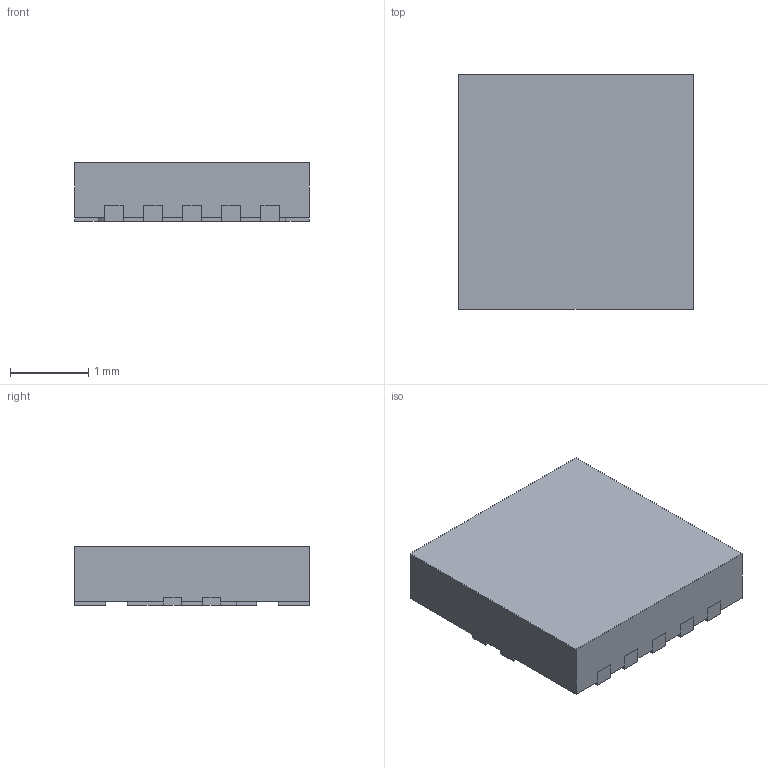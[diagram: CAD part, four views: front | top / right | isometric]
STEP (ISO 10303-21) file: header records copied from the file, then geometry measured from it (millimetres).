
FILE_DESCRIPTION (( 'STEP AP203' ), '1' );
FILE_NAME ('WSON10B_Assy_new_ver2.STEP', '2020-04-15T06:08:25', ( '' ), ( '' ), 'SwSTEP 2.0', 'SolidWorks 2019', '' );
FILE_SCHEMA (( 'CONFIG_CONTROL_DESIGN' ));
Length unit declared in the file: millimetre
Products named in the file (1): WSON10B_Assy_new_ver2
Bounding box: 3 x 3 x 0.75 mm (x, y, z)
Volume: 6.6 mm3; surface area: 39 mm2
Topology: 12 solids, 12 shells, 173 faces, 447 edges, 298 vertices
Faces by surface type: plane 173
Entity records: 5216 total; most frequent: CARTESIAN_POINT 919, ORIENTED_EDGE 894, DIRECTION 795, EDGE_CURVE 447, LINE 447, VECTOR 447, VERTEX_POINT 298, AXIS2_PLACEMENT_3D 174
